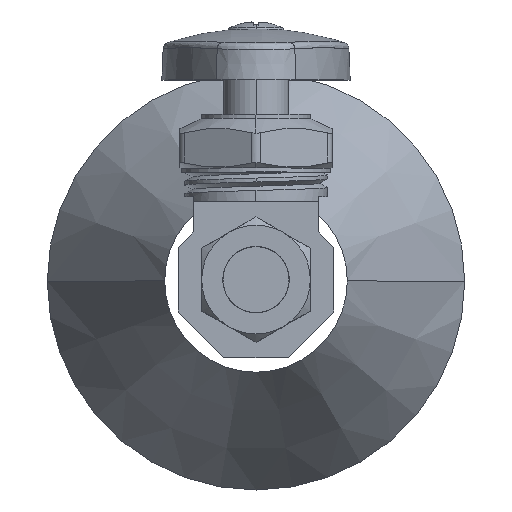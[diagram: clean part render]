
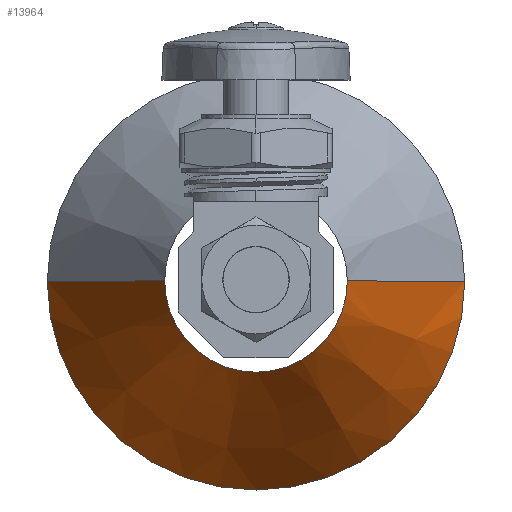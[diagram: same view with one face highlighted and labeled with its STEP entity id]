
A CAD part, top view. The second image highlights one B-rep face of the part: STEP entity #13964.
In plain terms, the highlighted conical face has half-angle 31.623 degrees and reference radius 21.907 mm.
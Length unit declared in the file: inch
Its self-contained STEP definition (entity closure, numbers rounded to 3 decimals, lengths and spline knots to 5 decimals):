
#13909=DIRECTION('',(0.524,0.,0.852));
#13910=VECTOR('',#13909,1.28737);
#13911=CARTESIAN_POINT('',(-1.2,0.,-4.5));
#13912=LINE('',#13911,#13910);
#13913=CARTESIAN_POINT('',(0.,0.,-3.40378));
#13914=DIRECTION('',(0.,0.,1.));
#13915=DIRECTION('',(-1.,0.,0.));
#13916=AXIS2_PLACEMENT_3D('',#13913,#13914,#13915);
#13918=DIRECTION('',(0.524,0.,-0.852));
#13919=VECTOR('',#13918,1.28737);
#13920=CARTESIAN_POINT('',(0.525,0.,-3.40378));
#13921=LINE('',#13920,#13919);
#13922=CARTESIAN_POINT('',(0.,0.,-4.5));
#13923=DIRECTION('',(0.,0.,-1.));
#13924=DIRECTION('',(1.,0.,0.));
#13925=AXIS2_PLACEMENT_3D('',#13922,#13923,#13924);
#13927=CARTESIAN_POINT('',(0.525,0.,-3.40378));
#13928=CARTESIAN_POINT('',(-0.525,0.,-3.40378));
#13929=VERTEX_POINT('',#13927);
#13930=VERTEX_POINT('',#13928);
#13931=CARTESIAN_POINT('',(1.2,0.,-4.5));
#13932=CARTESIAN_POINT('',(-1.2,0.,-4.5));
#13933=VERTEX_POINT('',#13931);
#13934=VERTEX_POINT('',#13932);
#13951=CARTESIAN_POINT('',(0.,0.,-3.95189));
#13952=DIRECTION('',(0.,0.,-1.));
#13953=DIRECTION('',(1.,0.,0.));
#13954=AXIS2_PLACEMENT_3D('',#13951,#13952,#13953);
#13955=CONICAL_SURFACE('',#13954,0.8625,31.623);
#13956=ORIENTED_EDGE('',*,*,#13940,.T.);
#13958=ORIENTED_EDGE('',*,*,#13957,.T.);
#13959=ORIENTED_EDGE('',*,*,#13944,.T.);
#13961=ORIENTED_EDGE('',*,*,#13960,.T.);
#13962=EDGE_LOOP('',(#13956,#13958,#13959,#13961));
#13963=FACE_OUTER_BOUND('',#13962,.F.);
#13964=ADVANCED_FACE('',(#13963),#13955,.T.);
#13917=CIRCLE('',#13916,0.525);
#13926=CIRCLE('',#13925,1.2);
#13940=EDGE_CURVE('',#13934,#13930,#13912,.T.);
#13944=EDGE_CURVE('',#13929,#13933,#13921,.T.);
#13957=EDGE_CURVE('',#13930,#13929,#13917,.T.);
#13960=EDGE_CURVE('',#13933,#13934,#13926,.T.);
